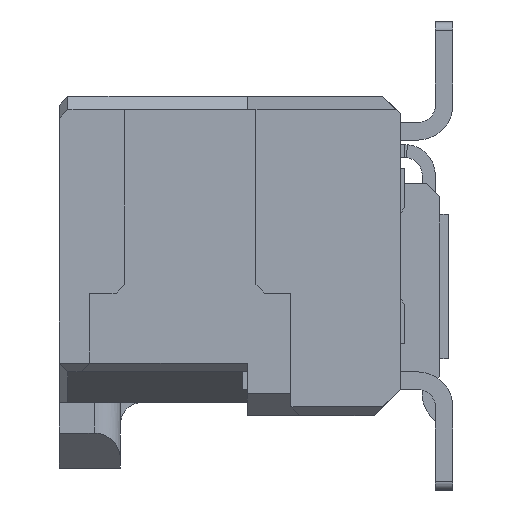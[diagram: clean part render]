
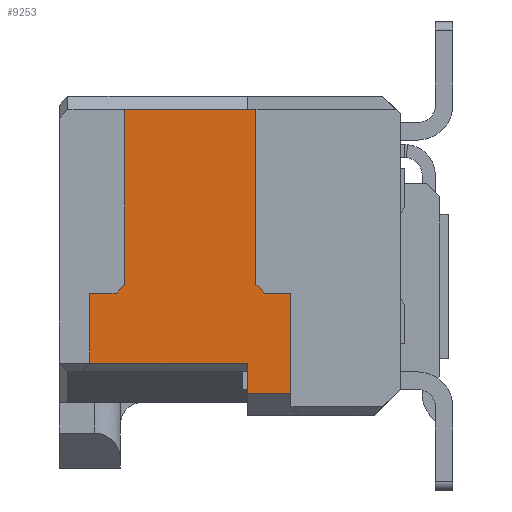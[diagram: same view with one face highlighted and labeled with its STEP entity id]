
A CAD part, left-side view. The second image highlights one B-rep face of the part: STEP entity #9253.
In plain terms, the highlighted planar face has unit normal (-1, 0, 0).
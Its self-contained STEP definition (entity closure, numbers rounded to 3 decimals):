
#1207 = CARTESIAN_POINT ( 'NONE',  ( -12.05, 1.7, 0. ) ) ;
#1750 = VERTEX_POINT ( 'NONE', #41590 ) ;
#2326 = PLANE ( 'NONE',  #27182 ) ;
#2926 = VERTEX_POINT ( 'NONE', #9934 ) ;
#2932 = CARTESIAN_POINT ( 'NONE',  ( -12.05, 2.1, -0.15 ) ) ;
#3523 = VECTOR ( 'NONE', #31121, 1000. ) ;
#3569 = ORIENTED_EDGE ( 'NONE', *, *, #16711, .F. ) ;
#3726 = EDGE_CURVE ( 'NONE', #36432, #39678, #24543, .T. ) ;
#3847 = LINE ( 'NONE', #10865, #27195 ) ;
#3953 = EDGE_CURVE ( 'NONE', #22697, #2926, #35996, .T. ) ;
#4333 = VERTEX_POINT ( 'NONE', #21790 ) ;
#5588 = CARTESIAN_POINT ( 'NONE',  ( -12.05, 3.9, -0.85 ) ) ;
#5676 = DIRECTION ( 'NONE',  ( -1., 0., 0. ) ) ;
#5823 = EDGE_CURVE ( 'NONE', #4333, #1750, #16125, .T. ) ;
#5841 = CARTESIAN_POINT ( 'NONE',  ( -12.05, 3.6, -0.85 ) ) ;
#6658 = CARTESIAN_POINT ( 'NONE',  ( -12.05, 3.6, -0.85 ) ) ;
#6799 = LINE ( 'NONE', #39219, #23388 ) ;
#7168 = LINE ( 'NONE', #5841, #23743 ) ;
#7911 = CARTESIAN_POINT ( 'NONE',  ( -12.05, 2.1, 0. ) ) ;
#7970 = CARTESIAN_POINT ( 'NONE',  ( -12.05, 1.8, -2.15 ) ) ;
#9243 = DIRECTION ( 'NONE',  ( 0., 1., 0. ) ) ;
#9253 = ADVANCED_FACE ( 'NONE', ( #19490 ), #2326, .T. ) ;
#9934 = CARTESIAN_POINT ( 'NONE',  ( -12.05, 2.1, -0.85 ) ) ;
#10865 = CARTESIAN_POINT ( 'NONE',  ( -12.05, 2.2, 0. ) ) ;
#11242 = VECTOR ( 'NONE', #9243, 1000. ) ;
#11431 = DIRECTION ( 'NONE',  ( 0., 0.707, 0.707 ) ) ;
#11552 = LINE ( 'NONE', #1207, #36987 ) ;
#12255 = LINE ( 'NONE', #19105, #11242 ) ;
#13056 = CARTESIAN_POINT ( 'NONE',  ( -12.05, 3.9, -2.15 ) ) ;
#13212 = ORIENTED_EDGE ( 'NONE', *, *, #21947, .F. ) ;
#13216 = VERTEX_POINT ( 'NONE', #40902 ) ;
#13287 = EDGE_CURVE ( 'NONE', #29096, #25504, #19634, .T. ) ;
#13535 = EDGE_CURVE ( 'NONE', #31410, #4333, #33621, .T. ) ;
#13906 = CARTESIAN_POINT ( 'NONE',  ( -12.05, 3.6, 0. ) ) ;
#14165 = CARTESIAN_POINT ( 'NONE',  ( -12.05, 1.7, -2.25 ) ) ;
#14182 = DIRECTION ( 'NONE',  ( 0., -1., 0. ) ) ;
#14253 = EDGE_CURVE ( 'NONE', #30124, #13216, #33047, .T. ) ;
#14552 = VECTOR ( 'NONE', #17103, 1000. ) ;
#14644 = ORIENTED_EDGE ( 'NONE', *, *, #3726, .T. ) ;
#15232 = ORIENTED_EDGE ( 'NONE', *, *, #27565, .T. ) ;
#15601 = LINE ( 'NONE', #13906, #14552 ) ;
#16125 = LINE ( 'NONE', #13056, #31666 ) ;
#16515 = EDGE_CURVE ( 'NONE', #22490, #36432, #3847, .T. ) ;
#16711 = EDGE_CURVE ( 'NONE', #22697, #25504, #27698, .T. ) ;
#16864 = ORIENTED_EDGE ( 'NONE', *, *, #20782, .F. ) ;
#17103 = DIRECTION ( 'NONE',  ( 0., 0., -1. ) ) ;
#17538 = CARTESIAN_POINT ( 'NONE',  ( -12.05, 3.9, -3.4 ) ) ;
#18672 = CARTESIAN_POINT ( 'NONE',  ( -12.05, 1.8, 0. ) ) ;
#18852 = ORIENTED_EDGE ( 'NONE', *, *, #13535, .T. ) ;
#19105 = CARTESIAN_POINT ( 'NONE',  ( -12.05, -2.044, -3.05 ) ) ;
#19127 = LINE ( 'NONE', #7911, #3523 ) ;
#19381 = ORIENTED_EDGE ( 'NONE', *, *, #13287, .T. ) ;
#19490 = FACE_OUTER_BOUND ( 'NONE', #42960, .T. ) ;
#19634 = LINE ( 'NONE', #24592, #25295 ) ;
#20782 = EDGE_CURVE ( 'NONE', #31410, #41667, #7168, .T. ) ;
#21440 = ORIENTED_EDGE ( 'NONE', *, *, #34659, .T. ) ;
#21790 = CARTESIAN_POINT ( 'NONE',  ( -12.05, 3.9, -2.15 ) ) ;
#21859 = ORIENTED_EDGE ( 'NONE', *, *, #14253, .T. ) ;
#21947 = EDGE_CURVE ( 'NONE', #22490, #39565, #12255, .T. ) ;
#22154 = ORIENTED_EDGE ( 'NONE', *, *, #40176, .T. ) ;
#22490 = VERTEX_POINT ( 'NONE', #31953 ) ;
#22697 = VERTEX_POINT ( 'NONE', #26503 ) ;
#22841 = DIRECTION ( 'NONE',  ( 0., 0., -1. ) ) ;
#23052 = DIRECTION ( 'NONE',  ( 0., 0.707, -0.707 ) ) ;
#23388 = VECTOR ( 'NONE', #42527, 1000. ) ;
#23743 = VECTOR ( 'NONE', #25701, 1000. ) ;
#24543 = LINE ( 'NONE', #17538, #41209 ) ;
#24592 = CARTESIAN_POINT ( 'NONE',  ( -12.05, 1.7, -2.25 ) ) ;
#25295 = VECTOR ( 'NONE', #11431, 1000. ) ;
#25504 = VERTEX_POINT ( 'NONE', #7970 ) ;
#25701 = DIRECTION ( 'NONE',  ( 0., -1., 0. ) ) ;
#26262 = VECTOR ( 'NONE', #37316, 1000. ) ;
#26503 = CARTESIAN_POINT ( 'NONE',  ( -12.05, 1.8, -0.85 ) ) ;
#27182 = AXIS2_PLACEMENT_3D ( 'NONE', #35422, #5676, #28871 ) ;
#27195 = VECTOR ( 'NONE', #27351, 1000. ) ;
#27351 = DIRECTION ( 'NONE',  ( 0., 0., -1. ) ) ;
#27565 = EDGE_CURVE ( 'NONE', #39678, #29096, #11552, .T. ) ;
#27698 = LINE ( 'NONE', #18672, #37623 ) ;
#28050 = CARTESIAN_POINT ( 'NONE',  ( -12.05, 1.7, -3.4 ) ) ;
#28642 = ORIENTED_EDGE ( 'NONE', *, *, #29883, .T. ) ;
#28871 = DIRECTION ( 'NONE',  ( 0., 0., 1. ) ) ;
#29096 = VERTEX_POINT ( 'NONE', #14165 ) ;
#29883 = EDGE_CURVE ( 'NONE', #2926, #30124, #19127, .T. ) ;
#30124 = VERTEX_POINT ( 'NONE', #2932 ) ;
#31121 = DIRECTION ( 'NONE',  ( 0., 0., 1. ) ) ;
#31410 = VERTEX_POINT ( 'NONE', #33160 ) ;
#31541 = VECTOR ( 'NONE', #22841, 1000. ) ;
#31666 = VECTOR ( 'NONE', #23052, 1000. ) ;
#31953 = CARTESIAN_POINT ( 'NONE',  ( -12.05, 2.2, -3.05 ) ) ;
#32086 = ORIENTED_EDGE ( 'NONE', *, *, #3953, .T. ) ;
#33047 = LINE ( 'NONE', #40641, #26262 ) ;
#33160 = CARTESIAN_POINT ( 'NONE',  ( -12.05, 3.9, -0.85 ) ) ;
#33621 = LINE ( 'NONE', #39421, #31541 ) ;
#33893 = VECTOR ( 'NONE', #38952, 1000. ) ;
#34278 = DIRECTION ( 'NONE',  ( 0., 0., 1. ) ) ;
#34305 = CARTESIAN_POINT ( 'NONE',  ( -12.05, 4., -3.05 ) ) ;
#34659 = EDGE_CURVE ( 'NONE', #1750, #39565, #6799, .T. ) ;
#35417 = ORIENTED_EDGE ( 'NONE', *, *, #5823, .T. ) ;
#35422 = CARTESIAN_POINT ( 'NONE',  ( -12.05, 3.9, 0. ) ) ;
#35996 = LINE ( 'NONE', #5588, #33893 ) ;
#36432 = VERTEX_POINT ( 'NONE', #37176 ) ;
#36987 = VECTOR ( 'NONE', #34278, 1000. ) ;
#37176 = CARTESIAN_POINT ( 'NONE',  ( -12.05, 2.2, -3.4 ) ) ;
#37316 = DIRECTION ( 'NONE',  ( 0., 1., 0. ) ) ;
#37623 = VECTOR ( 'NONE', #41894, 1000. ) ;
#38280 = ORIENTED_EDGE ( 'NONE', *, *, #16515, .T. ) ;
#38952 = DIRECTION ( 'NONE',  ( 0., 1., 0. ) ) ;
#39219 = CARTESIAN_POINT ( 'NONE',  ( -12.05, 4., 0. ) ) ;
#39421 = CARTESIAN_POINT ( 'NONE',  ( -12.05, 3.9, 0. ) ) ;
#39565 = VERTEX_POINT ( 'NONE', #34305 ) ;
#39678 = VERTEX_POINT ( 'NONE', #28050 ) ;
#40176 = EDGE_CURVE ( 'NONE', #13216, #41667, #15601, .T. ) ;
#40641 = CARTESIAN_POINT ( 'NONE',  ( -12.05, 3.9, -0.15 ) ) ;
#40902 = CARTESIAN_POINT ( 'NONE',  ( -12.05, 3.6, -0.15 ) ) ;
#41209 = VECTOR ( 'NONE', #14182, 1000. ) ;
#41590 = CARTESIAN_POINT ( 'NONE',  ( -12.05, 4., -2.25 ) ) ;
#41667 = VERTEX_POINT ( 'NONE', #6658 ) ;
#41894 = DIRECTION ( 'NONE',  ( 0., 0., -1. ) ) ;
#42527 = DIRECTION ( 'NONE',  ( 0., 0., -1. ) ) ;
#42960 = EDGE_LOOP ( 'NONE', ( #21440, #13212, #38280, #14644, #15232, #19381, #3569, #32086, #28642, #21859, #22154, #16864, #18852, #35417 ) ) ;
